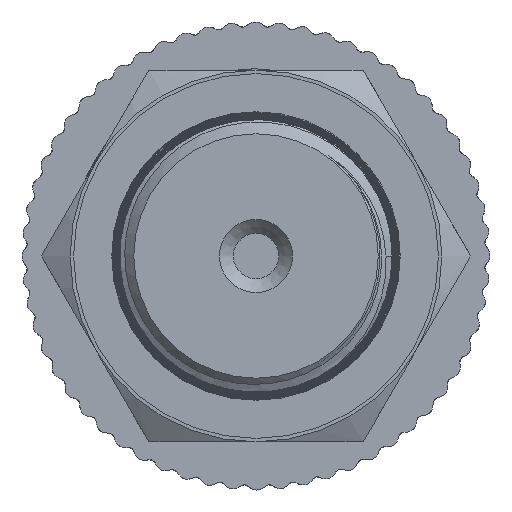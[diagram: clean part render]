
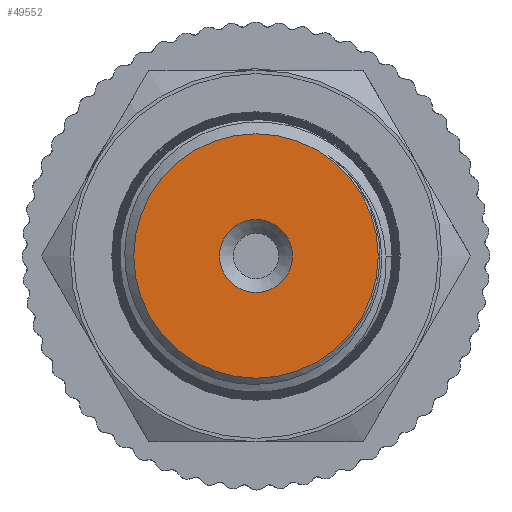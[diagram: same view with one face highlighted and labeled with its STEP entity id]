
A CAD part, left-side view. The second image highlights one B-rep face of the part: STEP entity #49552.
In plain terms, the highlighted planar face has unit normal (-1, 0, 0).
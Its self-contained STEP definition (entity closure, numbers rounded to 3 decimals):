
#1460=PLANE('',#52116);
#2936=FACE_BOUND('',#6760,.T.);
#4057=FACE_OUTER_BOUND('',#6759,.T.);
#6759=EDGE_LOOP('',(#35226));
#6760=EDGE_LOOP('',(#35227));
#9171=CIRCLE('',#52070,8.878);
#9189=CIRCLE('',#52115,2.65);
#20887=VERTEX_POINT('',#78672);
#20919=VERTEX_POINT('',#79962);
#26410=EDGE_CURVE('',#20887,#20887,#9171,.T.);
#26470=EDGE_CURVE('',#20919,#20919,#9189,.T.);
#35226=ORIENTED_EDGE('',*,*,#26410,.T.);
#35227=ORIENTED_EDGE('',*,*,#26470,.T.);
#49552=ADVANCED_FACE('',(#4057,#2936),#1460,.T.);
#52070=AXIS2_PLACEMENT_3D('',#78673,#56434,#56435);
#52115=AXIS2_PLACEMENT_3D('',#79964,#56535,#56536);
#52116=AXIS2_PLACEMENT_3D('',#79965,#56537,#56538);
#56434=DIRECTION('center_axis',(-1.,0.,0.));
#56435=DIRECTION('ref_axis',(0.,1.,0.));
#56535=DIRECTION('center_axis',(1.,0.,0.));
#56536=DIRECTION('ref_axis',(0.,0.,-1.));
#56537=DIRECTION('center_axis',(-1.,0.,0.));
#56538=DIRECTION('ref_axis',(0.,0.,1.));
#78672=CARTESIAN_POINT('',(-68.,-8.878,0.));
#78673=CARTESIAN_POINT('Origin',(-68.,0.,0.));
#79962=CARTESIAN_POINT('',(-68.,-2.65,0.));
#79964=CARTESIAN_POINT('Origin',(-68.,0.,0.));
#79965=CARTESIAN_POINT('Origin',(-68.,9.853,0.));
